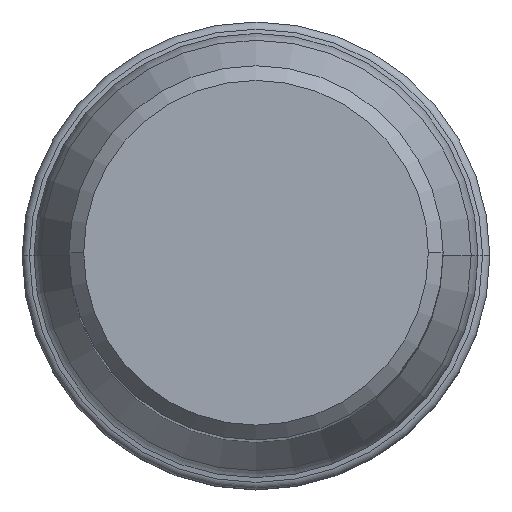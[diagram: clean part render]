
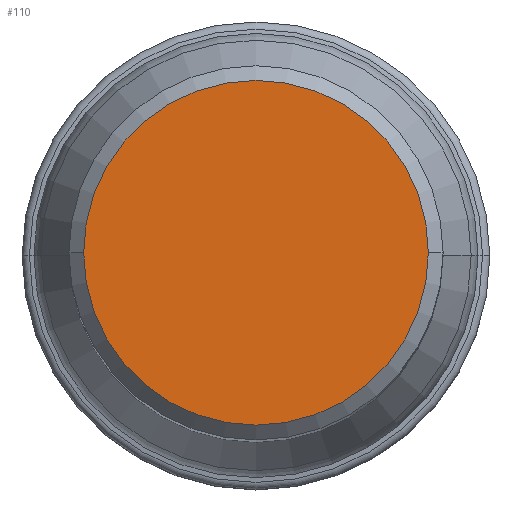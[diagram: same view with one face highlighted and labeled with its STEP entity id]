
A CAD part, top view. The second image highlights one B-rep face of the part: STEP entity #110.
In plain terms, the highlighted planar face has unit normal (0, 0, 1).
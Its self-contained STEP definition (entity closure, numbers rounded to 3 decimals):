
#30=PLANE('',#1049);
#110=ADVANCED_FACE('',(#187),#30,.F.);
#187=FACE_OUTER_BOUND('',#241,.T.);
#241=EDGE_LOOP('',(#389,#390,#391,#392));
#389=ORIENTED_EDGE('',*,*,#666,.F.);
#390=ORIENTED_EDGE('',*,*,#665,.F.);
#391=ORIENTED_EDGE('',*,*,#667,.F.);
#392=ORIENTED_EDGE('',*,*,#668,.F.);
#561=VERTEX_POINT('',#2521);
#562=VERTEX_POINT('',#2523);
#563=VERTEX_POINT('',#2525);
#564=VERTEX_POINT('',#2529);
#665=EDGE_CURVE('',#562,#563,#799,.T.);
#666=EDGE_CURVE('',#563,#561,#800,.T.);
#667=EDGE_CURVE('',#564,#562,#801,.T.);
#668=EDGE_CURVE('',#561,#564,#802,.T.);
#799=CIRCLE('',#1044,11.7);
#800=CIRCLE('',#1045,11.7);
#801=CIRCLE('',#1047,11.7);
#802=CIRCLE('',#1048,11.7);
#1044=AXIS2_PLACEMENT_3D('',#2524,#1253,#1254);
#1045=AXIS2_PLACEMENT_3D('',#2526,#1255,#1256);
#1047=AXIS2_PLACEMENT_3D('',#2528,#1259,#1260);
#1048=AXIS2_PLACEMENT_3D('',#2530,#1261,#1262);
#1049=AXIS2_PLACEMENT_3D('',#2531,#1263,#1264);
#1253=DIRECTION('',(0.,0.,-1.));
#1254=DIRECTION('',(-1.,0.,0.));
#1255=DIRECTION('',(0.,0.,-1.));
#1256=DIRECTION('',(0.,1.,0.));
#1259=DIRECTION('',(0.,0.,-1.));
#1260=DIRECTION('',(0.,-1.,0.));
#1261=DIRECTION('',(0.,0.,-1.));
#1262=DIRECTION('',(1.,0.,0.));
#1263=DIRECTION('',(0.,0.,-1.));
#1264=DIRECTION('',(1.,0.,0.));
#2521=CARTESIAN_POINT('',(11.7,0.,43.656));
#2523=CARTESIAN_POINT('',(-11.7,0.,43.656));
#2524=CARTESIAN_POINT('',(0.,0.,43.656));
#2525=CARTESIAN_POINT('',(0.,11.7,43.656));
#2526=CARTESIAN_POINT('',(0.,0.,43.656));
#2528=CARTESIAN_POINT('',(0.,0.,43.656));
#2529=CARTESIAN_POINT('',(0.,-11.7,43.656));
#2530=CARTESIAN_POINT('',(0.,0.,43.656));
#2531=CARTESIAN_POINT('',(0.,0.,43.656));
